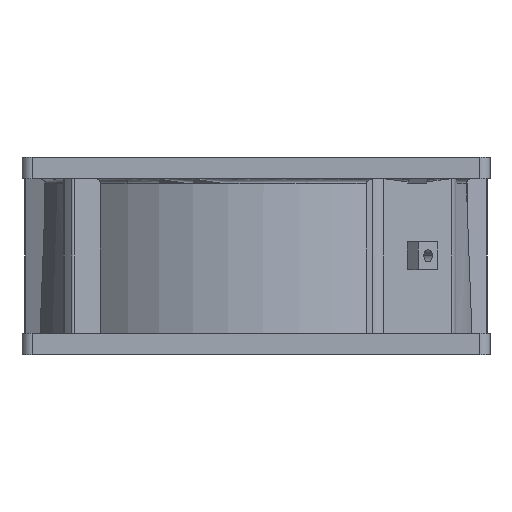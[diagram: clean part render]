
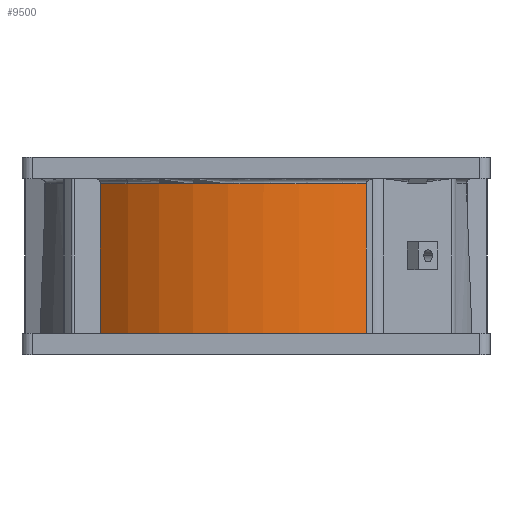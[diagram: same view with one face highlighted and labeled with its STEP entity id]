
A CAD part, left-side view. The second image highlights one B-rep face of the part: STEP entity #9500.
In plain terms, the highlighted cylindrical face has radius 45 mm (diameter 90 mm), a partial arc.
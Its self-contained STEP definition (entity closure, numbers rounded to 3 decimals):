
#865=CARTESIAN_POINT('',(0.,0.,-34.7));
#866=DIRECTION('',(0.,0.,1.));
#867=DIRECTION('',(-0.73,0.683,0.));
#868=AXIS2_PLACEMENT_3D('',#865,#866,#867);
#3541=CARTESIAN_POINT('',(-39.415,-21.722,-34.7));
#3542=CARTESIAN_POINT('',(-39.415,-21.708,
-31.422));
#3543=CARTESIAN_POINT('',(-39.423,-21.7,
-24.867));
#3544=CARTESIAN_POINT('',(-39.425,-21.697,
-15.033));
#3545=CARTESIAN_POINT('',(-39.412,-21.713,
-8.478));
#3546=CARTESIAN_POINT('',(-39.412,-21.729,
-5.2));
#3548=CARTESIAN_POINT('',(-39.412,-21.729,
-5.2));
#3555=DIRECTION('',(0.,0.,1.));
#3556=VECTOR('',#3555,29.5);
#3557=CARTESIAN_POINT('',(-32.863,30.741,-34.7));
#3558=LINE('',#3557,#3556);
#3805=CARTESIAN_POINT('',(0.,0.,-5.2));
#3806=DIRECTION('',(0.,0.,-1.));
#3807=DIRECTION('',(-0.876,-0.483,0.));
#3808=AXIS2_PLACEMENT_3D('',#3805,#3806,#3807);
#4347=CARTESIAN_POINT('',(-32.863,30.741,-34.7));
#4348=VERTEX_POINT('',#4347);
#4349=CARTESIAN_POINT('',(-39.415,-21.713,-34.7));
#4350=VERTEX_POINT('',#4349);
#4963=VERTEX_POINT('',#3548);
#4964=CARTESIAN_POINT('',(-32.863,30.741,-5.2));
#4965=VERTEX_POINT('',#4964);
#9487=CARTESIAN_POINT('',(0.,0.,-4.2));
#9488=DIRECTION('',(0.,0.,-1.));
#9489=DIRECTION('',(-0.707,0.707,0.));
#9490=AXIS2_PLACEMENT_3D('',#9487,#9488,#9489);
#9491=CYLINDRICAL_SURFACE('',#9490,45.);
#9492=ORIENTED_EDGE('',*,*,#9478,.F.);
#9493=ORIENTED_EDGE('',*,*,#5790,.F.);
#9495=ORIENTED_EDGE('',*,*,#9494,.T.);
#9497=ORIENTED_EDGE('',*,*,#9496,.F.);
#9498=EDGE_LOOP('',(#9492,#9493,#9495,#9497));
#9499=FACE_OUTER_BOUND('',#9498,.F.);
#9500=ADVANCED_FACE('',(#9499),#9491,.T.);
#869=CIRCLE('',#868,45.);
#3547=B_SPLINE_CURVE_WITH_KNOTS('',3,(#3541,#3542,#3543,#3544,#3545,#3546),
.UNSPECIFIED.,.F.,.F.,(4,1,1,4),(0.,0.333,0.667,1.),
.UNSPECIFIED.);
#3809=CIRCLE('',#3808,45.);
#5790=EDGE_CURVE('',#4348,#4350,#869,.T.);
#9478=EDGE_CURVE('',#4350,#4963,#3547,.T.);
#9494=EDGE_CURVE('',#4348,#4965,#3558,.T.);
#9496=EDGE_CURVE('',#4963,#4965,#3809,.T.);
